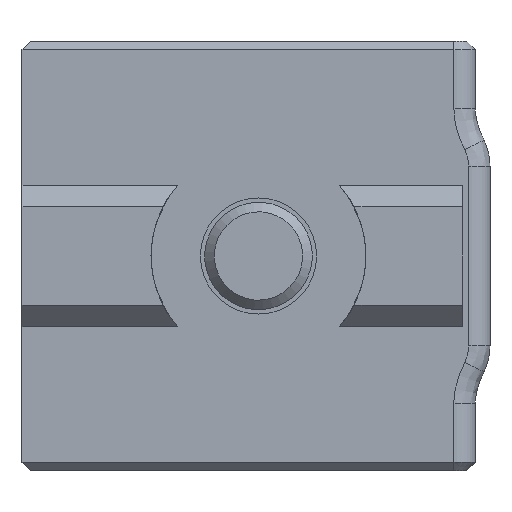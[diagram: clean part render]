
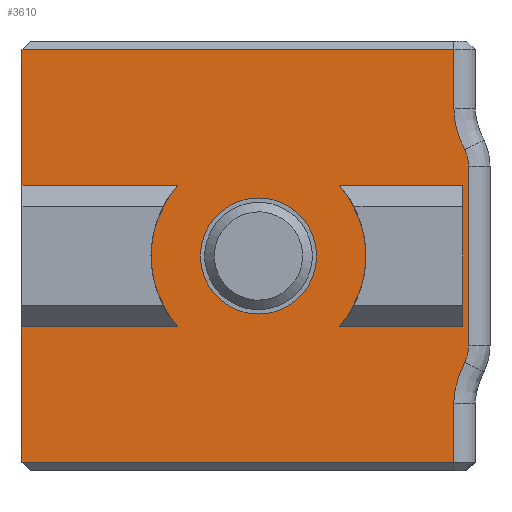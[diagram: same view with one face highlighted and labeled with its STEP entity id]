
A CAD part, front view. The second image highlights one B-rep face of the part: STEP entity #3610.
In plain terms, the highlighted planar face has unit normal (0, -1, 0).
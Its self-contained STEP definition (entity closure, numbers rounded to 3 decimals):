
#20=ELLIPSE('',#3952,2.346,2.);
#21=ELLIPSE('',#3953,2.346,2.);
#70=B_SPLINE_CURVE_WITH_KNOTS('',3,(#7121,#7122,#7123,#7124),
 .UNSPECIFIED.,.F.,.F.,(4,4),(-0.199,0.),
 .UNSPECIFIED.);
#71=B_SPLINE_CURVE_WITH_KNOTS('',3,(#7131,#7132,#7133,#7134),
 .UNSPECIFIED.,.F.,.F.,(4,4),(-0.199,0.),
 .UNSPECIFIED.);
#211=FACE_BOUND('',#764,.T.);
#212=FACE_BOUND('',#765,.T.);
#276=CIRCLE('',#3951,5.);
#277=CIRCLE('',#3954,5.);
#278=CIRCLE('',#3955,2.7);
#525=FACE_OUTER_BOUND('',#763,.T.);
#763=EDGE_LOOP('',(#2830,#2831,#2832,#2833,#2834,#2835,#2836,#2837,#2838,
#2839,#2840,#2841,#2842,#2843));
#764=EDGE_LOOP('',(#2844,#2845,#2846,#2847));
#765=EDGE_LOOP('',(#2848));
#1024=LINE('',#6968,#1320);
#1027=LINE('',#6975,#1323);
#1031=LINE('',#6982,#1327);
#1033=LINE('',#6990,#1329);
#1036=LINE('',#6999,#1332);
#1039=LINE('',#7005,#1335);
#1041=LINE('',#7013,#1337);
#1046=LINE('',#7025,#1342);
#1074=LINE('',#7112,#1370);
#1075=LINE('',#7117,#1371);
#1076=LINE('',#7119,#1372);
#1077=LINE('',#7128,#1373);
#1320=VECTOR('',#4564,10.);
#1323=VECTOR('',#4569,10.);
#1327=VECTOR('',#4573,10.);
#1329=VECTOR('',#4583,10.);
#1332=VECTOR('',#4590,10.);
#1335=VECTOR('',#4595,10.);
#1337=VECTOR('',#4605,10.);
#1342=VECTOR('',#4614,10.);
#1370=VECTOR('',#4700,10.);
#1371=VECTOR('',#4707,10.);
#1372=VECTOR('',#4708,10.);
#1373=VECTOR('',#4711,10.);
#1614=VERTEX_POINT('',#6961);
#1617=VERTEX_POINT('',#6966);
#1619=VERTEX_POINT('',#6972);
#1620=VERTEX_POINT('',#6974);
#1623=VERTEX_POINT('',#6980);
#1625=VERTEX_POINT('',#6988);
#1626=VERTEX_POINT('',#6992);
#1629=VERTEX_POINT('',#6997);
#1631=VERTEX_POINT('',#7003);
#1633=VERTEX_POINT('',#7011);
#1638=VERTEX_POINT('',#7024);
#1664=VERTEX_POINT('',#7111);
#1665=VERTEX_POINT('',#7116);
#1666=VERTEX_POINT('',#7118);
#1667=VERTEX_POINT('',#7120);
#1668=VERTEX_POINT('',#7125);
#1669=VERTEX_POINT('',#7127);
#1670=VERTEX_POINT('',#7129);
#1671=VERTEX_POINT('',#7136);
#2009=EDGE_CURVE('',#1614,#1617,#1024,.T.);
#2012=EDGE_CURVE('',#1619,#1620,#1027,.T.);
#2016=EDGE_CURVE('',#1623,#1617,#1031,.T.);
#2020=EDGE_CURVE('',#1619,#1625,#1033,.T.);
#2024=EDGE_CURVE('',#1626,#1629,#1036,.T.);
#2027=EDGE_CURVE('',#1629,#1631,#1039,.T.);
#2031=EDGE_CURVE('',#1631,#1633,#1041,.T.);
#2036=EDGE_CURVE('',#1620,#1638,#1046,.T.);
#2079=EDGE_CURVE('',#1638,#1664,#1074,.T.);
#2081=EDGE_CURVE('',#1625,#1614,#276,.T.);
#2082=EDGE_CURVE('',#1665,#1623,#1075,.T.);
#2083=EDGE_CURVE('',#1666,#1665,#1076,.T.);
#2084=EDGE_CURVE('',#1667,#1666,#70,.T.);
#2085=EDGE_CURVE('',#1668,#1667,#20,.T.);
#2086=EDGE_CURVE('',#1669,#1668,#1077,.T.);
#2087=EDGE_CURVE('',#1670,#1669,#21,.T.);
#2088=EDGE_CURVE('',#1664,#1670,#71,.T.);
#2089=EDGE_CURVE('',#1633,#1626,#277,.T.);
#2090=EDGE_CURVE('',#1671,#1671,#278,.T.);
#2830=ORIENTED_EDGE('',*,*,#2036,.F.);
#2831=ORIENTED_EDGE('',*,*,#2012,.F.);
#2832=ORIENTED_EDGE('',*,*,#2020,.T.);
#2833=ORIENTED_EDGE('',*,*,#2081,.T.);
#2834=ORIENTED_EDGE('',*,*,#2009,.T.);
#2835=ORIENTED_EDGE('',*,*,#2016,.F.);
#2836=ORIENTED_EDGE('',*,*,#2082,.F.);
#2837=ORIENTED_EDGE('',*,*,#2083,.F.);
#2838=ORIENTED_EDGE('',*,*,#2084,.F.);
#2839=ORIENTED_EDGE('',*,*,#2085,.F.);
#2840=ORIENTED_EDGE('',*,*,#2086,.F.);
#2841=ORIENTED_EDGE('',*,*,#2087,.F.);
#2842=ORIENTED_EDGE('',*,*,#2088,.F.);
#2843=ORIENTED_EDGE('',*,*,#2079,.F.);
#2844=ORIENTED_EDGE('',*,*,#2089,.T.);
#2845=ORIENTED_EDGE('',*,*,#2024,.T.);
#2846=ORIENTED_EDGE('',*,*,#2027,.T.);
#2847=ORIENTED_EDGE('',*,*,#2031,.T.);
#2848=ORIENTED_EDGE('',*,*,#2090,.T.);
#3434=PLANE('',#3950);
#3610=ADVANCED_FACE('',(#525,#211,#212),#3434,.T.);
#3950=AXIS2_PLACEMENT_3D('',#7114,#4703,#4704);
#3951=AXIS2_PLACEMENT_3D('',#7115,#4705,#4706);
#3952=AXIS2_PLACEMENT_3D('',#7126,#4709,#4710);
#3953=AXIS2_PLACEMENT_3D('',#7130,#4712,#4713);
#3954=AXIS2_PLACEMENT_3D('',#7135,#4714,#4715);
#3955=AXIS2_PLACEMENT_3D('',#7137,#4716,#4717);
#4564=DIRECTION('',(-1.,0.,0.));
#4569=DIRECTION('',(0.,0.,1.));
#4573=DIRECTION('',(0.,0.,1.));
#4583=DIRECTION('',(1.,0.,0.));
#4590=DIRECTION('',(1.,0.,0.));
#4595=DIRECTION('',(0.,0.,-1.));
#4605=DIRECTION('',(-1.,0.,0.));
#4614=DIRECTION('',(1.,0.,0.));
#4700=DIRECTION('',(0.,0.,-1.));
#4703=DIRECTION('center_axis',(0.,-1.,0.));
#4704=DIRECTION('ref_axis',(1.,0.,0.));
#4705=DIRECTION('center_axis',(0.,-1.,0.));
#4706=DIRECTION('ref_axis',(1.,0.,0.));
#4707=DIRECTION('',(-1.,0.,0.));
#4708=DIRECTION('',(0.,0.,-1.));
#4709=DIRECTION('center_axis',(0.,1.,0.));
#4710=DIRECTION('ref_axis',(0.941,0.,-0.337));
#4711=DIRECTION('',(0.,0.,-1.));
#4712=DIRECTION('center_axis',(0.,1.,0.));
#4713=DIRECTION('ref_axis',(0.941,0.,0.337));
#4714=DIRECTION('center_axis',(0.,-1.,0.));
#4715=DIRECTION('ref_axis',(1.,0.,0.));
#4716=DIRECTION('center_axis',(0.,1.,0.));
#4717=DIRECTION('ref_axis',(1.,0.,0.));
#6961=CARTESIAN_POINT('',(7.244,0.,6.7));
#6966=CARTESIAN_POINT('',(0.,0.,6.7));
#6968=CARTESIAN_POINT('',(0.,0.,6.7));
#6972=CARTESIAN_POINT('',(0.,0.,13.3));
#6974=CARTESIAN_POINT('',(0.,0.,19.6));
#6975=CARTESIAN_POINT('',(0.,0.,0.));
#6980=CARTESIAN_POINT('',(0.,0.,0.4));
#6982=CARTESIAN_POINT('',(0.,0.,0.));
#6988=CARTESIAN_POINT('',(7.244,0.,13.3));
#6990=CARTESIAN_POINT('',(3.622,0.,13.3));
#6992=CARTESIAN_POINT('',(14.756,0.,13.3));
#6997=CARTESIAN_POINT('',(20.5,0.,13.3));
#6999=CARTESIAN_POINT('',(10.25,0.,13.3));
#7003=CARTESIAN_POINT('',(20.5,0.,6.7));
#7005=CARTESIAN_POINT('',(20.5,0.,3.35));
#7011=CARTESIAN_POINT('',(14.756,0.,6.7));
#7013=CARTESIAN_POINT('',(7.378,0.,6.7));
#7024=CARTESIAN_POINT('',(20.086,0.,19.6));
#7025=CARTESIAN_POINT('',(5.625,0.,19.6));
#7111=CARTESIAN_POINT('',(20.086,0.,16.847));
#7112=CARTESIAN_POINT('',(20.086,0.,0.));
#7114=CARTESIAN_POINT('Origin',(0.,0.,0.));
#7115=CARTESIAN_POINT('Origin',(11.,0.,10.));
#7116=CARTESIAN_POINT('',(20.086,0.,0.4));
#7117=CARTESIAN_POINT('',(5.625,0.,0.4));
#7118=CARTESIAN_POINT('',(20.086,0.,3.153));
#7119=CARTESIAN_POINT('',(20.086,0.,0.));
#7120=CARTESIAN_POINT('',(20.593,0.,5.056));
#7121=CARTESIAN_POINT('Ctrl Pts',(20.593,0.,
5.056));
#7122=CARTESIAN_POINT('Ctrl Pts',(20.302,0.,
4.461));
#7123=CARTESIAN_POINT('Ctrl Pts',(20.086,0.,
3.815));
#7124=CARTESIAN_POINT('Ctrl Pts',(20.086,0.,
3.153));
#7125=CARTESIAN_POINT('',(20.768,0.,5.815));
#7126=CARTESIAN_POINT('Origin',(18.459,0.,6.022));
#7127=CARTESIAN_POINT('',(20.768,0.,14.185));
#7128=CARTESIAN_POINT('',(20.768,0.,0.825));
#7129=CARTESIAN_POINT('',(20.593,0.,14.944));
#7130=CARTESIAN_POINT('Origin',(18.459,0.,13.978));
#7131=CARTESIAN_POINT('Ctrl Pts',(20.086,0.,
16.847));
#7132=CARTESIAN_POINT('Ctrl Pts',(20.086,0.,
16.185));
#7133=CARTESIAN_POINT('Ctrl Pts',(20.302,0.,
15.539));
#7134=CARTESIAN_POINT('Ctrl Pts',(20.593,0.,
14.944));
#7135=CARTESIAN_POINT('Origin',(11.,0.,10.));
#7136=CARTESIAN_POINT('',(8.3,0.,10.));
#7137=CARTESIAN_POINT('Origin',(11.,0.,10.));
